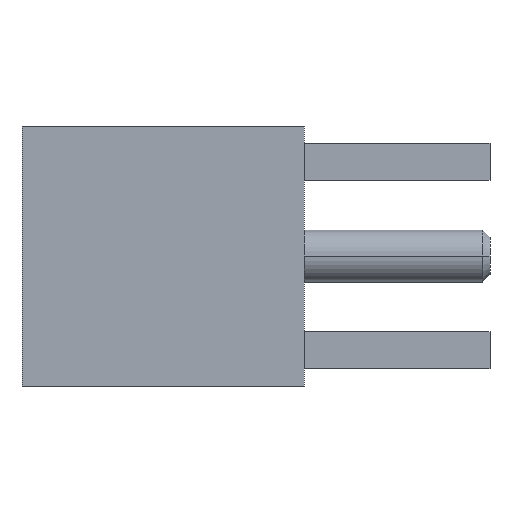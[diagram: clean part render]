
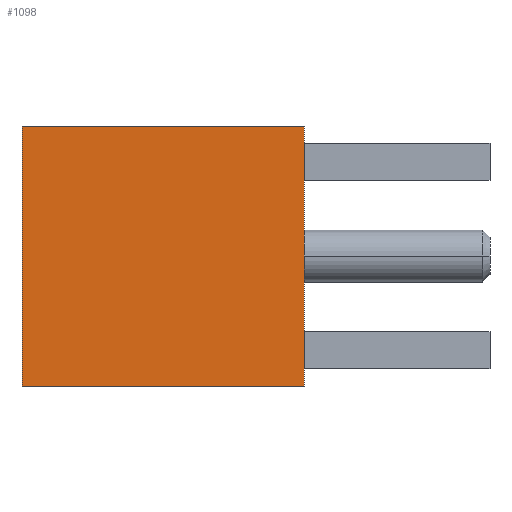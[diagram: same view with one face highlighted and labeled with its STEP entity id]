
A CAD part, front view. The second image highlights one B-rep face of the part: STEP entity #1098.
In plain terms, the highlighted planar face has unit normal (0, -1, 0).
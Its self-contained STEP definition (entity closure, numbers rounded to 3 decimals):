
#163=DIRECTION('',(0.,0.,-1.));
#164=VECTOR('',#163,3.5);
#165=CARTESIAN_POINT('',(-1.75,-3.5,1.75));
#166=LINE('',#165,#164);
#167=DIRECTION('',(-1.,0.,0.));
#168=VECTOR('',#167,3.8);
#169=CARTESIAN_POINT('',(2.05,-3.5,1.75));
#170=LINE('',#169,#168);
#171=DIRECTION('',(0.,0.,1.));
#172=VECTOR('',#171,3.5);
#173=CARTESIAN_POINT('',(2.05,-3.5,-1.75));
#174=LINE('',#173,#172);
#175=DIRECTION('',(1.,0.,0.));
#176=VECTOR('',#175,3.8);
#177=CARTESIAN_POINT('',(-1.75,-3.5,-1.75));
#178=LINE('',#177,#176);
#701=CARTESIAN_POINT('',(-1.75,-3.5,1.75));
#702=CARTESIAN_POINT('',(-1.75,-3.5,-1.75));
#703=VERTEX_POINT('',#701);
#704=VERTEX_POINT('',#702);
#705=CARTESIAN_POINT('',(2.05,-3.5,-1.75));
#706=VERTEX_POINT('',#705);
#707=CARTESIAN_POINT('',(2.05,-3.5,1.75));
#708=VERTEX_POINT('',#707);
#1087=CARTESIAN_POINT('',(0.,-3.5,0.));
#1088=DIRECTION('',(0.,-1.,0.));
#1089=DIRECTION('',(1.,0.,0.));
#1090=AXIS2_PLACEMENT_3D('',#1087,#1088,#1089);
#1091=PLANE('',#1090);
#1092=ORIENTED_EDGE('',*,*,#993,.F.);
#1093=ORIENTED_EDGE('',*,*,#1008,.F.);
#1094=ORIENTED_EDGE('',*,*,#1022,.F.);
#1095=ORIENTED_EDGE('',*,*,#1081,.F.);
#1096=EDGE_LOOP('',(#1092,#1093,#1094,#1095));
#1097=FACE_OUTER_BOUND('',#1096,.F.);
#1098=ADVANCED_FACE('',(#1097),#1091,.T.);
#993=EDGE_CURVE('',#703,#704,#166,.T.);
#1008=EDGE_CURVE('',#708,#703,#170,.T.);
#1022=EDGE_CURVE('',#706,#708,#174,.T.);
#1081=EDGE_CURVE('',#704,#706,#178,.T.);
